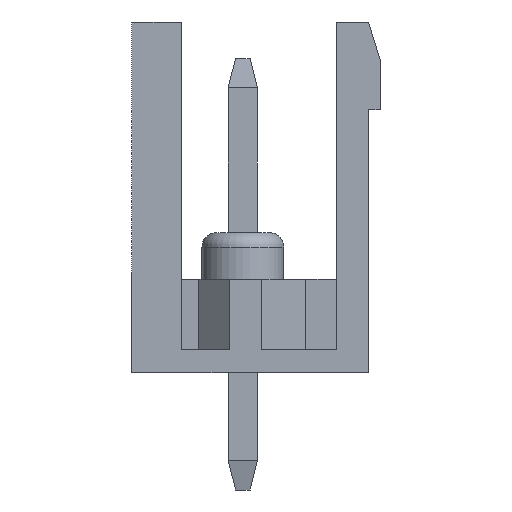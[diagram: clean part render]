
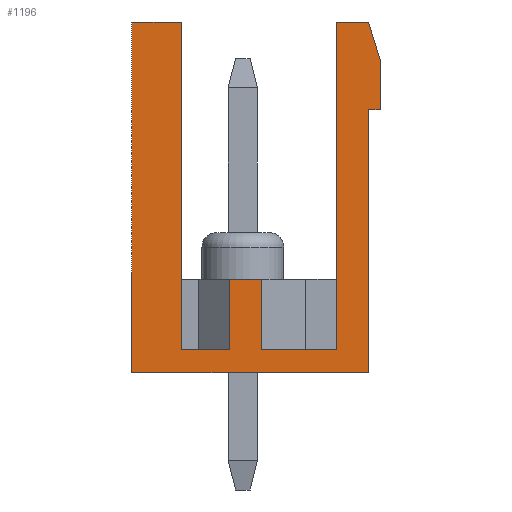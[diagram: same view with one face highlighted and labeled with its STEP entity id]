
A CAD part, left-side view. The second image highlights one B-rep face of the part: STEP entity #1196.
In plain terms, the highlighted planar face has unit normal (-1, 0, 0).
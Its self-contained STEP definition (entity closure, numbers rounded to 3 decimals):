
#1196 = ADVANCED_FACE( '', ( #2450 ), #2451, .T. );
#2450 = FACE_OUTER_BOUND( '', #3793, .T. );
#2451 = PLANE( '', #3794 );
#3793 = EDGE_LOOP( '', ( #6979, #6980, #6981, #6982, #6983, #6984, #6985, #6986, #6987, #6988, #6989, #6990, #6991, #6992, #6993 ) );
#3794 = AXIS2_PLACEMENT_3D( '', #6994, #6995, #6996 );
#6979 = ORIENTED_EDGE( '', *, *, #9421, .T. );
#6980 = ORIENTED_EDGE( '', *, *, #8568, .F. );
#6981 = ORIENTED_EDGE( '', *, *, #8394, .T. );
#6982 = ORIENTED_EDGE( '', *, *, #9672, .F. );
#6983 = ORIENTED_EDGE( '', *, *, #9673, .F. );
#6984 = ORIENTED_EDGE( '', *, *, #9417, .T. );
#6985 = ORIENTED_EDGE( '', *, *, #9382, .T. );
#6986 = ORIENTED_EDGE( '', *, *, #9290, .T. );
#6987 = ORIENTED_EDGE( '', *, *, #8863, .T. );
#6988 = ORIENTED_EDGE( '', *, *, #9674, .T. );
#6989 = ORIENTED_EDGE( '', *, *, #9442, .T. );
#6990 = ORIENTED_EDGE( '', *, *, #9675, .T. );
#6991 = ORIENTED_EDGE( '', *, *, #8778, .T. );
#6992 = ORIENTED_EDGE( '', *, *, #9676, .T. );
#6993 = ORIENTED_EDGE( '', *, *, #9677, .T. );
#6994 = CARTESIAN_POINT( '', ( -44.81, 0., 0. ) );
#6995 = DIRECTION( '', ( -1., 0., 0. ) );
#6996 = DIRECTION( '', ( 0., 0., 1. ) );
#8394 = EDGE_CURVE( '', #10099, #10096, #10100, .T. );
#8568 = EDGE_CURVE( '', #10099, #10412, #10413, .T. );
#8778 = EDGE_CURVE( '', #10773, #10774, #10775, .T. );
#8863 = EDGE_CURVE( '', #10910, #10908, #10911, .T. );
#9290 = EDGE_CURVE( '', #11569, #10910, #11570, .T. );
#9382 = EDGE_CURVE( '', #11696, #11569, #11697, .T. );
#9417 = EDGE_CURVE( '', #11743, #11696, #11744, .T. );
#9421 = EDGE_CURVE( '', #11749, #10412, #11750, .T. );
#9442 = EDGE_CURVE( '', #11781, #11779, #11782, .T. );
#9672 = EDGE_CURVE( '', #12074, #10096, #12075, .T. );
#9673 = EDGE_CURVE( '', #11743, #12074, #12076, .T. );
#9674 = EDGE_CURVE( '', #10908, #11781, #12077, .T. );
#9675 = EDGE_CURVE( '', #11779, #10773, #12078, .T. );
#9676 = EDGE_CURVE( '', #10774, #12079, #12080, .T. );
#9677 = EDGE_CURVE( '', #12079, #11749, #12081, .T. );
#10096 = VERTEX_POINT( '', #12594 );
#10099 = VERTEX_POINT( '', #12598 );
#10100 = LINE( '', #12599, #12600 );
#10412 = VERTEX_POINT( '', #13059 );
#10413 = LINE( '', #13060, #13061 );
#10773 = VERTEX_POINT( '', #13583 );
#10774 = VERTEX_POINT( '', #13584 );
#10775 = LINE( '', #13585, #13586 );
#10908 = VERTEX_POINT( '', #13775 );
#10910 = VERTEX_POINT( '', #13778 );
#10911 = LINE( '', #13779, #13780 );
#11569 = VERTEX_POINT( '', #14746 );
#11570 = LINE( '', #14747, #14748 );
#11696 = VERTEX_POINT( '', #14931 );
#11697 = LINE( '', #14932, #14933 );
#11743 = VERTEX_POINT( '', #15002 );
#11744 = LINE( '', #15003, #15004 );
#11749 = VERTEX_POINT( '', #15011 );
#11750 = LINE( '', #15012, #15013 );
#11779 = VERTEX_POINT( '', #15057 );
#11781 = VERTEX_POINT( '', #15060 );
#11782 = LINE( '', #15061, #15062 );
#12074 = VERTEX_POINT( '', #15502 );
#12075 = LINE( '', #15503, #15504 );
#12076 = LINE( '', #15505, #15506 );
#12077 = LINE( '', #15507, #15508 );
#12078 = LINE( '', #15509, #15510 );
#12079 = VERTEX_POINT( '', #15511 );
#12080 = LINE( '', #15512, #15513 );
#12081 = LINE( '', #15514, #15515 );
#12594 = CARTESIAN_POINT( '', ( -44.81, -0.4, -5.2 ) );
#12598 = CARTESIAN_POINT( '', ( -44.81, -2.95, -5.2 ) );
#12599 = CARTESIAN_POINT( '', ( -44.81, -2.95, -5.2 ) );
#12600 = VECTOR( '', #15997, 1000. );
#13059 = CARTESIAN_POINT( '', ( -44.81, -2.95, 6. ) );
#13060 = CARTESIAN_POINT( '', ( -44.81, -2.95, -5.2 ) );
#13061 = VECTOR( '', #16154, 1000. );
#13583 = CARTESIAN_POINT( '', ( -44.81, -4.05, 3. ) );
#13584 = CARTESIAN_POINT( '', ( -44.81, -4.45, 3. ) );
#13585 = CARTESIAN_POINT( '', ( -44.81, -4.05, 3. ) );
#13586 = VECTOR( '', #16353, 1000. );
#13775 = CARTESIAN_POINT( '', ( -44.81, 4.05, 6. ) );
#13778 = CARTESIAN_POINT( '', ( -44.81, 2.35, 6. ) );
#13779 = CARTESIAN_POINT( '', ( -44.81, -4.05, 6. ) );
#13780 = VECTOR( '', #16438, 1000. );
#14746 = CARTESIAN_POINT( '', ( -44.81, 2.35, -5.2 ) );
#14747 = CARTESIAN_POINT( '', ( -44.81, 2.35, -5.2 ) );
#14748 = VECTOR( '', #16819, 1000. );
#14931 = CARTESIAN_POINT( '', ( -44.81, 0.7, -5.2 ) );
#14932 = CARTESIAN_POINT( '', ( -44.81, -2.95, -5.2 ) );
#14933 = VECTOR( '', #16895, 1000. );
#15002 = CARTESIAN_POINT( '', ( -44.81, 0.7, -2.8 ) );
#15003 = CARTESIAN_POINT( '', ( -44.81, 0.7, -2.8 ) );
#15004 = VECTOR( '', #16919, 1000. );
#15011 = CARTESIAN_POINT( '', ( -44.81, -4.05, 6. ) );
#15012 = CARTESIAN_POINT( '', ( -44.81, -4.05, 6. ) );
#15013 = VECTOR( '', #16922, 1000. );
#15057 = CARTESIAN_POINT( '', ( -44.81, -4.05, -6. ) );
#15060 = CARTESIAN_POINT( '', ( -44.81, 4.05, -6. ) );
#15061 = CARTESIAN_POINT( '', ( -44.81, 4.05, -6. ) );
#15062 = VECTOR( '', #16939, 1000. );
#15502 = CARTESIAN_POINT( '', ( -44.81, -0.4, -2.8 ) );
#15503 = CARTESIAN_POINT( '', ( -44.81, -0.4, -2.8 ) );
#15504 = VECTOR( '', #17118, 1000. );
#15505 = CARTESIAN_POINT( '', ( -44.81, 0.7, -2.8 ) );
#15506 = VECTOR( '', #17119, 1000. );
#15507 = CARTESIAN_POINT( '', ( -44.81, 4.05, 6. ) );
#15508 = VECTOR( '', #17120, 1000. );
#15509 = CARTESIAN_POINT( '', ( -44.81, -4.05, -6. ) );
#15510 = VECTOR( '', #17121, 1000. );
#15511 = CARTESIAN_POINT( '', ( -44.81, -4.45, 4.7 ) );
#15512 = CARTESIAN_POINT( '', ( -44.81, -4.45, 3. ) );
#15513 = VECTOR( '', #17122, 1000. );
#15514 = CARTESIAN_POINT( '', ( -44.81, -4.45, 4.7 ) );
#15515 = VECTOR( '', #17123, 1000. );
#15997 = DIRECTION( '', ( 0., 1., 0. ) );
#16154 = DIRECTION( '', ( 0., 0., 1. ) );
#16353 = DIRECTION( '', ( 0., -1., 0. ) );
#16438 = DIRECTION( '', ( 0., 1., 0. ) );
#16819 = DIRECTION( '', ( 0., 0., 1. ) );
#16895 = DIRECTION( '', ( 0., 1., 0. ) );
#16919 = DIRECTION( '', ( 0., 0., -1. ) );
#16922 = DIRECTION( '', ( 0., 1., 0. ) );
#16939 = DIRECTION( '', ( 0., -1., 0. ) );
#17118 = DIRECTION( '', ( 0., 0., -1. ) );
#17119 = DIRECTION( '', ( 0., -1., 0. ) );
#17120 = DIRECTION( '', ( 0., 0., -1. ) );
#17121 = DIRECTION( '', ( 0., 0., 1. ) );
#17122 = DIRECTION( '', ( 0., 0., 1. ) );
#17123 = DIRECTION( '', ( 0., 0.294, 0.956 ) );
